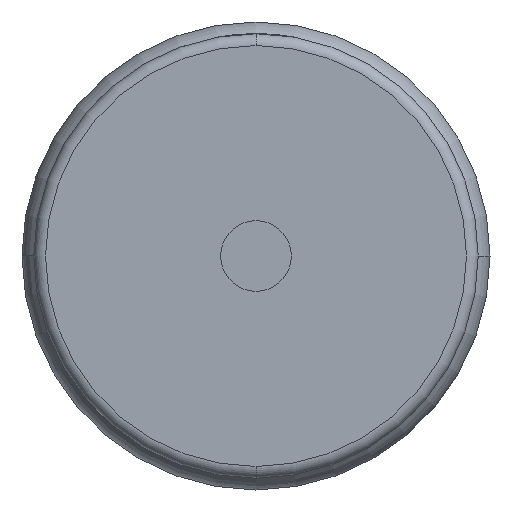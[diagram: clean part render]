
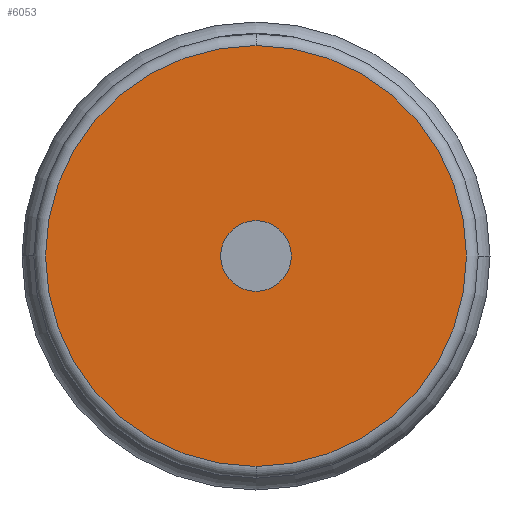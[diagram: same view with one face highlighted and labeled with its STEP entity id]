
A CAD part, front view. The second image highlights one B-rep face of the part: STEP entity #6053.
In plain terms, the highlighted planar face has unit normal (0, -1, 0).
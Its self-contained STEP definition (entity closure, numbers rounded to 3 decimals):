
#238 = DIRECTION ( 'NONE',  ( 0., -1., 0. ) ) ;
#483 = DIRECTION ( 'NONE',  ( 0., 0., 1. ) ) ;
#750 = DIRECTION ( 'NONE',  ( 0., 0., 1. ) ) ;
#758 = EDGE_CURVE ( 'NONE', #1225, #1601, #2791, .T. ) ;
#1132 = VERTEX_POINT ( 'NONE', #5427 ) ;
#1225 = VERTEX_POINT ( 'NONE', #2155 ) ;
#1275 = AXIS2_PLACEMENT_3D ( 'NONE', #2303, #3250, #3736 ) ;
#1344 = CARTESIAN_POINT ( 'NONE',  ( 0., 0., 0. ) ) ;
#1383 = CIRCLE ( 'NONE', #4991, 6. ) ;
#1557 = CARTESIAN_POINT ( 'NONE',  ( 0., 0., 0. ) ) ;
#1601 = VERTEX_POINT ( 'NONE', #3737 ) ;
#1693 = AXIS2_PLACEMENT_3D ( 'NONE', #4952, #2514, #2531 ) ;
#1785 = CIRCLE ( 'NONE', #1275, 35.75 ) ;
#2029 = AXIS2_PLACEMENT_3D ( 'NONE', #5805, #6238, #483 ) ;
#2155 = CARTESIAN_POINT ( 'NONE',  ( 0., 0., -6. ) ) ;
#2241 = EDGE_LOOP ( 'NONE', ( #3493, #5561 ) ) ;
#2303 = CARTESIAN_POINT ( 'NONE',  ( 0., 0., 0. ) ) ;
#2514 = DIRECTION ( 'NONE',  ( 0., -1., 0. ) ) ;
#2531 = DIRECTION ( 'NONE',  ( 0., 0., 1. ) ) ;
#2644 = AXIS2_PLACEMENT_3D ( 'NONE', #1557, #5030, #5077 ) ;
#2729 = ORIENTED_EDGE ( 'NONE', *, *, #758, .F. ) ;
#2791 = CIRCLE ( 'NONE', #2644, 6. ) ;
#3184 = EDGE_LOOP ( 'NONE', ( #6105, #2729 ) ) ;
#3250 = DIRECTION ( 'NONE',  ( 0., -1., 0. ) ) ;
#3471 = VERTEX_POINT ( 'NONE', #4090 ) ;
#3493 = ORIENTED_EDGE ( 'NONE', *, *, #6165, .T. ) ;
#3550 = EDGE_CURVE ( 'NONE', #3471, #1132, #1785, .T. ) ;
#3736 = DIRECTION ( 'NONE',  ( 0., 0., 1. ) ) ;
#3737 = CARTESIAN_POINT ( 'NONE',  ( 0., 0., 6. ) ) ;
#4090 = CARTESIAN_POINT ( 'NONE',  ( 0., 0., -35.75 ) ) ;
#4174 = EDGE_CURVE ( 'NONE', #1601, #1225, #1383, .T. ) ;
#4282 = PLANE ( 'NONE',  #2029 ) ;
#4463 = FACE_OUTER_BOUND ( 'NONE', #2241, .T. ) ;
#4952 = CARTESIAN_POINT ( 'NONE',  ( 0., 0., 0. ) ) ;
#4991 = AXIS2_PLACEMENT_3D ( 'NONE', #1344, #238, #750 ) ;
#5030 = DIRECTION ( 'NONE',  ( 0., -1., 0. ) ) ;
#5077 = DIRECTION ( 'NONE',  ( 0., 0., 1. ) ) ;
#5250 = CIRCLE ( 'NONE', #1693, 35.75 ) ;
#5427 = CARTESIAN_POINT ( 'NONE',  ( 0., 0., 35.75 ) ) ;
#5561 = ORIENTED_EDGE ( 'NONE', *, *, #3550, .T. ) ;
#5805 = CARTESIAN_POINT ( 'NONE',  ( 0., 0., 0. ) ) ;
#6053 = ADVANCED_FACE ( 'NONE', ( #4463, #6148 ), #4282, .F. ) ;
#6105 = ORIENTED_EDGE ( 'NONE', *, *, #4174, .F. ) ;
#6148 = FACE_BOUND ( 'NONE', #3184, .T. ) ;
#6165 = EDGE_CURVE ( 'NONE', #1132, #3471, #5250, .T. ) ;
#6238 = DIRECTION ( 'NONE',  ( 0., 1., 0. ) ) ;
